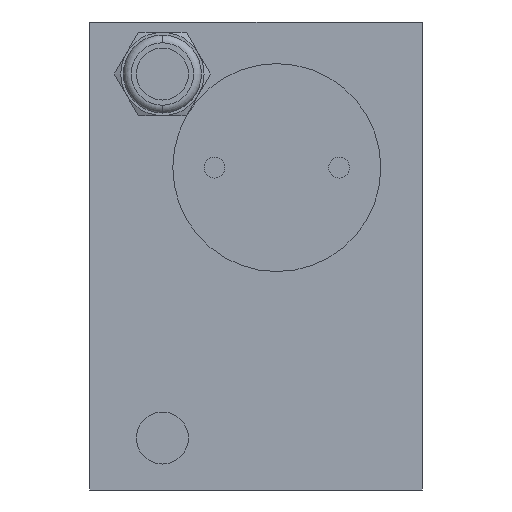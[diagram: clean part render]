
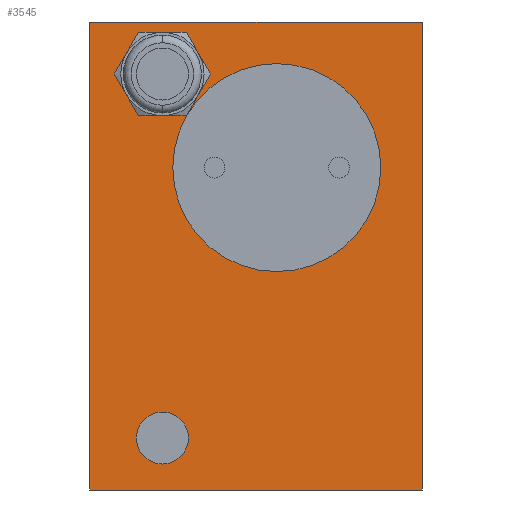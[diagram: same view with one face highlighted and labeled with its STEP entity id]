
A CAD part, left-side view. The second image highlights one B-rep face of the part: STEP entity #3545.
In plain terms, the highlighted planar face has unit normal (-1, 0, 0).
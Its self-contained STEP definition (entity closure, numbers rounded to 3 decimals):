
#436 = DIRECTION ( 'NONE',  ( 1., 0., 0. ) ) ;
#439 = CARTESIAN_POINT ( 'NONE',  ( -128.905, 15.5, 83.937 ) ) ;
#440 = PLANE ( 'NONE',  #4426 ) ;
#441 = DIRECTION ( 'NONE',  ( 0., 1., 0. ) ) ;
#664 = EDGE_CURVE ( 'NONE', #6643, #10958, #11214, .T. ) ;
#665 = EDGE_CURVE ( 'NONE', #6806, #5687, #11215, .T. ) ;
#670 = EDGE_CURVE ( 'NONE', #5687, #6806, #11219, .T. ) ;
#673 = EDGE_CURVE ( 'NONE', #10612, #10958, #11227, .T. ) ;
#690 = AXIS2_PLACEMENT_3D ( 'NONE', #5872, #5847, #5954 ) ;
#691 = AXIS2_PLACEMENT_3D ( 'NONE', #6018, #5912, #6014 ) ;
#3545 = ADVANCED_FACE ( 'NONE', ( #4603, #4607, #4598, #4606 ), #440, .F. ) ;
#3799 = EDGE_CURVE ( 'NONE', #11751, #11741, #4925, .T. ) ;
#3829 = EDGE_CURVE ( 'NONE', #11709, #11719, #4978, .T. ) ;
#4426 = AXIS2_PLACEMENT_3D ( 'NONE', #439, #436, #441 ) ;
#4598 = FACE_BOUND ( 'NONE', #11588, .T. ) ;
#4603 = FACE_BOUND ( 'NONE', #11159, .T. ) ;
#4606 = FACE_BOUND ( 'NONE', #11532, .T. ) ;
#4607 = FACE_OUTER_BOUND ( 'NONE', #11534, .T. ) ;
#4925 = CIRCLE ( 'NONE', #11849, 2.5 ) ;
#4978 = CIRCLE ( 'NONE', #11857, 10. ) ;
#5687 = VERTEX_POINT ( 'NONE', #9292 ) ;
#5813 = DIRECTION ( 'NONE',  ( 0., -1., 0. ) ) ;
#5846 = CARTESIAN_POINT ( 'NONE',  ( -128.905, 15.5, 38.937 ) ) ;
#5847 = DIRECTION ( 'NONE',  ( 1., 0., 0. ) ) ;
#5872 = CARTESIAN_POINT ( 'NONE',  ( -128.905, 8.5, 78.937 ) ) ;
#5873 = CARTESIAN_POINT ( 'NONE',  ( -128.905, -16.5, 83.937 ) ) ;
#5912 = DIRECTION ( 'NONE',  ( 1., 0., 0. ) ) ;
#5954 = DIRECTION ( 'NONE',  ( 0., 0., -1. ) ) ;
#6012 = DIRECTION ( 'NONE',  ( 0., 0., -1. ) ) ;
#6014 = DIRECTION ( 'NONE',  ( 0., 0., -1. ) ) ;
#6018 = CARTESIAN_POINT ( 'NONE',  ( -128.905, 8.5, 78.937 ) ) ;
#6643 = VERTEX_POINT ( 'NONE', #9413 ) ;
#6806 = VERTEX_POINT ( 'NONE', #9490 ) ;
#7572 = ORIENTED_EDGE ( 'NONE', *, *, #670, .T. ) ;
#7631 = ORIENTED_EDGE ( 'NONE', *, *, #664, .T. ) ;
#7633 = ORIENTED_EDGE ( 'NONE', *, *, #673, .F. ) ;
#7638 = ORIENTED_EDGE ( 'NONE', *, *, #665, .T. ) ;
#9071 = DIRECTION ( 'NONE',  ( 1., 0., 0. ) ) ;
#9072 = DIRECTION ( 'NONE',  ( 0., 0., -1. ) ) ;
#9140 = CARTESIAN_POINT ( 'NONE',  ( -128.905, -2.5, 69.937 ) ) ;
#9141 = DIRECTION ( 'NONE',  ( 1., 0., 0. ) ) ;
#9142 = DIRECTION ( 'NONE',  ( 0., 0., -1. ) ) ;
#9292 = CARTESIAN_POINT ( 'NONE',  ( -128.905, 8.5, 76.437 ) ) ;
#9413 = CARTESIAN_POINT ( 'NONE',  ( -128.905, 15.5, 38.937 ) ) ;
#9490 = CARTESIAN_POINT ( 'NONE',  ( -128.905, 8.5, 81.437 ) ) ;
#9627 = CARTESIAN_POINT ( 'NONE',  ( -128.905, -16.5, 83.937 ) ) ;
#9638 = CARTESIAN_POINT ( 'NONE',  ( -128.905, -16.5, 38.937 ) ) ;
#9639 = CARTESIAN_POINT ( 'NONE',  ( -128.905, 15.5, 83.937 ) ) ;
#9884 = CIRCLE ( 'NONE', #11862, 10. ) ;
#9887 = CIRCLE ( 'NONE', #11864, 2.5 ) ;
#9902 = LINE ( 'NONE', #10349, #9907 ) ;
#9904 = LINE ( 'NONE', #10347, #9905 ) ;
#9905 = VECTOR ( 'NONE', #10348, 1000. ) ;
#9907 = VECTOR ( 'NONE', #10350, 1000. ) ;
#10287 = CARTESIAN_POINT ( 'NONE',  ( -128.905, -2.5, 69.937 ) ) ;
#10288 = DIRECTION ( 'NONE',  ( 1., 0., 0. ) ) ;
#10289 = DIRECTION ( 'NONE',  ( 0., 0., -1. ) ) ;
#10310 = CARTESIAN_POINT ( 'NONE',  ( -128.905, 8.5, 43.937 ) ) ;
#10311 = DIRECTION ( 'NONE',  ( 1., 0., 0. ) ) ;
#10312 = DIRECTION ( 'NONE',  ( 0., 0., -1. ) ) ;
#10347 = CARTESIAN_POINT ( 'NONE',  ( -128.905, 15.5, 83.937 ) ) ;
#10348 = DIRECTION ( 'NONE',  ( 0., 0., -1. ) ) ;
#10349 = CARTESIAN_POINT ( 'NONE',  ( -128.905, 15.5, 83.937 ) ) ;
#10350 = DIRECTION ( 'NONE',  ( 0., -1., 0. ) ) ;
#10434 = CARTESIAN_POINT ( 'NONE',  ( -128.905, -2.5, 79.937 ) ) ;
#10444 = CARTESIAN_POINT ( 'NONE',  ( -128.905, -2.5, 59.937 ) ) ;
#10466 = CARTESIAN_POINT ( 'NONE',  ( -128.905, 8.5, 41.437 ) ) ;
#10476 = CARTESIAN_POINT ( 'NONE',  ( -128.905, 8.5, 46.437 ) ) ;
#10612 = VERTEX_POINT ( 'NONE', #9627 ) ;
#10915 = CARTESIAN_POINT ( 'NONE',  ( -128.905, 8.5, 43.937 ) ) ;
#10958 = VERTEX_POINT ( 'NONE', #9638 ) ;
#10959 = VERTEX_POINT ( 'NONE', #9639 ) ;
#11159 = EDGE_LOOP ( 'NONE', ( #7572, #7638 ) ) ;
#11214 = LINE ( 'NONE', #5846, #11218 ) ;
#11215 = CIRCLE ( 'NONE', #690, 2.5 ) ;
#11218 = VECTOR ( 'NONE', #5813, 1000. ) ;
#11219 = CIRCLE ( 'NONE', #691, 2.5 ) ;
#11227 = LINE ( 'NONE', #5873, #11230 ) ;
#11230 = VECTOR ( 'NONE', #6012, 1000. ) ;
#11501 = EDGE_CURVE ( 'NONE', #11719, #11709, #9884, .T. ) ;
#11504 = EDGE_CURVE ( 'NONE', #11741, #11751, #9887, .T. ) ;
#11515 = EDGE_CURVE ( 'NONE', #10959, #6643, #9904, .T. ) ;
#11516 = EDGE_CURVE ( 'NONE', #10959, #10612, #9902, .T. ) ;
#11532 = EDGE_LOOP ( 'NONE', ( #11793, #11783 ) ) ;
#11534 = EDGE_LOOP ( 'NONE', ( #7631, #7633, #11779, #11778 ) ) ;
#11588 = EDGE_LOOP ( 'NONE', ( #11789, #11784 ) ) ;
#11709 = VERTEX_POINT ( 'NONE', #10434 ) ;
#11719 = VERTEX_POINT ( 'NONE', #10444 ) ;
#11741 = VERTEX_POINT ( 'NONE', #10466 ) ;
#11751 = VERTEX_POINT ( 'NONE', #10476 ) ;
#11778 = ORIENTED_EDGE ( 'NONE', *, *, #11515, .T. ) ;
#11779 = ORIENTED_EDGE ( 'NONE', *, *, #11516, .F. ) ;
#11783 = ORIENTED_EDGE ( 'NONE', *, *, #11504, .T. ) ;
#11784 = ORIENTED_EDGE ( 'NONE', *, *, #11501, .T. ) ;
#11789 = ORIENTED_EDGE ( 'NONE', *, *, #3829, .T. ) ;
#11793 = ORIENTED_EDGE ( 'NONE', *, *, #3799, .T. ) ;
#11849 = AXIS2_PLACEMENT_3D ( 'NONE', #10915, #9071, #9072 ) ;
#11857 = AXIS2_PLACEMENT_3D ( 'NONE', #9140, #9141, #9142 ) ;
#11862 = AXIS2_PLACEMENT_3D ( 'NONE', #10287, #10288, #10289 ) ;
#11864 = AXIS2_PLACEMENT_3D ( 'NONE', #10310, #10311, #10312 ) ;
